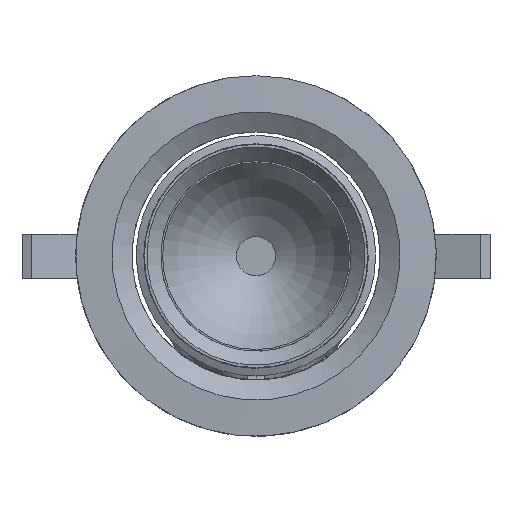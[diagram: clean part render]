
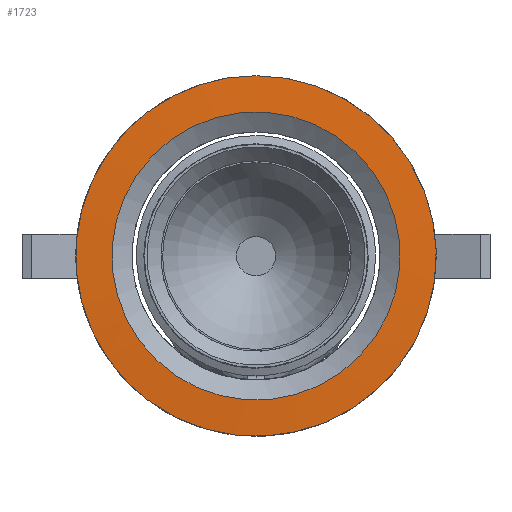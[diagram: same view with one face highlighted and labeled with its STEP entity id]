
A CAD part, top view. The second image highlights one B-rep face of the part: STEP entity #1723.
In plain terms, the highlighted conical face has half-angle 87 degrees and reference radius 88.192 mm.
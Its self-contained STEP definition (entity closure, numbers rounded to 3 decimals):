
#96 = AXIS2_PLACEMENT_3D ( 'NONE', #442, #2112, #4499 ) ;
#442 = CARTESIAN_POINT ( 'NONE',  ( 0., 0., 3.095 ) ) ;
#709 = EDGE_CURVE ( 'NONE', #777, #777, #2339, .T. ) ;
#725 = CARTESIAN_POINT ( 'NONE',  ( 0., 0., 3.947 ) ) ;
#777 = VERTEX_POINT ( 'NONE', #3150 ) ;
#917 = DIRECTION ( 'NONE',  ( 0., 0., -1. ) ) ;
#1004 = CIRCLE ( 'NONE', #4074, 90. ) ;
#1723 = ADVANCED_FACE ( 'NONE', ( #4287, #7371 ), #2845, .T. ) ;
#2112 = DIRECTION ( 'NONE',  ( 0., 0., -1. ) ) ;
#2339 = CIRCLE ( 'NONE', #8642, 71.921 ) ;
#2639 = VERTEX_POINT ( 'NONE', #5624 ) ;
#2845 = CONICAL_SURFACE ( 'NONE', #96, 88.192, 1.518 ) ;
#3150 = CARTESIAN_POINT ( 'NONE',  ( -42.274, 58.185, 3.947 ) ) ;
#4074 = AXIS2_PLACEMENT_3D ( 'NONE', #7855, #917, #9157 ) ;
#4287 = FACE_BOUND ( 'NONE', #8445, .T. ) ;
#4412 = EDGE_CURVE ( 'NONE', #2639, #2639, #1004, .T. ) ;
#4499 = DIRECTION ( 'NONE',  ( -0.588, 0.809, 0. ) ) ;
#5445 = ORIENTED_EDGE ( 'NONE', *, *, #4412, .F. ) ;
#5624 = CARTESIAN_POINT ( 'NONE',  ( 0., 90., 3. ) ) ;
#6046 = EDGE_LOOP ( 'NONE', ( #5445 ) ) ;
#7371 = FACE_OUTER_BOUND ( 'NONE', #6046, .T. ) ;
#7855 = CARTESIAN_POINT ( 'NONE',  ( 0., 0., 3. ) ) ;
#8291 = ORIENTED_EDGE ( 'NONE', *, *, #709, .T. ) ;
#8445 = EDGE_LOOP ( 'NONE', ( #8291 ) ) ;
#8642 = AXIS2_PLACEMENT_3D ( 'NONE', #725, #9805, #9111 ) ;
#9111 = DIRECTION ( 'NONE',  ( -0.588, 0.809, 0. ) ) ;
#9157 = DIRECTION ( 'NONE',  ( 0., 1., 0. ) ) ;
#9805 = DIRECTION ( 'NONE',  ( 0., 0., -1. ) ) ;
